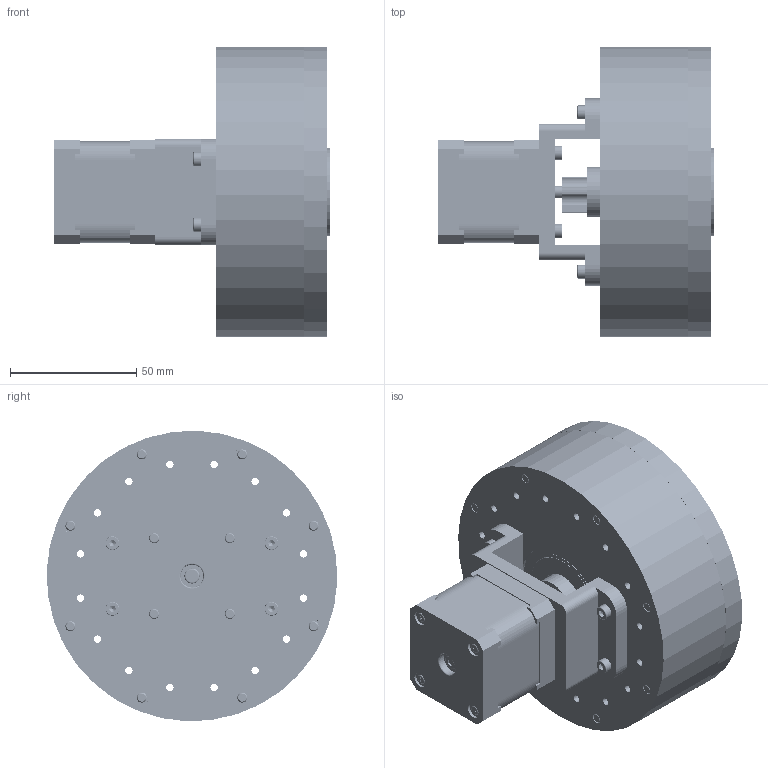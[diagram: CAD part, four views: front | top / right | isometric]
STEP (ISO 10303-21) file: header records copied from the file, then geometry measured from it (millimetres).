
FILE_DESCRIPTION (( 'STEP AP214' ), '1' );
FILE_NAME ('Cycloidal Drive - 3D Printable DIY.STEP', '2021-12-19T01:06:32', ( '' ), ( '' ), 'SwSTEP 2.0', 'SolidWorks 2022', '' );
FILE_SCHEMA (( 'AUTOMOTIVE_DESIGN' ));
Length unit declared in the file: millimetre
Products named in the file (33): Cycloidal disk 2; Cycloidal Drive - 3D Printable DIY; Output disk flange p2; NEMA 17 motor mount; Threaded insert M4 - L5mm; Input shaft sub-assembly v2; Ball Bearing-15x24x5mm_Ball Bearing 608 - 8x22x7mm; 6mm shaft for roller pins; 6mm shaft for output roller pins; Distance ring 4mm ID 6mm; Stepper NEMA 17 -  20mm shaft r1_Stepper NEMA 17 -  20mm shaft; Input shaft - p4; Cycloidal disk; Distance ring 1mm ID 6mm; Nema 17 shaft coupler; Roller pins housing lid; Ball Bearing- 6x13x5mm_Ball Bearing 608 - 8x22x7mm; Input shaft - p1; Input shaft - p3; Input shaft - p2; Roller pins housing; Distance ring 1mm ID 15mm; Spacer 6mm ID v3; Threaded insert M3 - L5mm; Ball Bearing-35x47x7mm_Ball Bearing 608 - 8x22x7mm; DIN 912 M3 x 20 --- 20N_DIN 912 M3 x 20 --- 20N; Spacer 6mm ID; EN ISO 4762 M3 x 30 - 18N_EN ISO 4762 M3 x 30 - 18N; Output disk flange p1; EN ISO 4762 M4 x 40 - 20N_EN ISO 4762 M4 x 40 - 20N; Spacer 6mm ID v2; EN ISO 4762 M3 x 8 - 8N_EN ISO 4762 M3 x 8 - 8N; EN ISO 4762 M3 x 10 - 10N_EN ISO 4762 M3 x 10 - 10N
Assembly tree (199 placements, depth 3):
  Cycloidal Drive - 3D Printable DIY
    Roller pins housing
    6mm shaft for roller pins  x16
    Spacer 6mm ID  x16
    Ball Bearing- 6x13x5mm_Ball Bearing 608 - 8x22x7mm  x44
    Spacer 6mm ID v3  x16
    Spacer 6mm ID v2  x16
    Stepper NEMA 17 -  20mm shaft r1_Stepper NEMA 17 -  20mm shaft
    Cycloidal disk
    Cycloidal disk 2
    Output disk flange p1
    Ball Bearing-35x47x7mm_Ball Bearing 608 - 8x22x7mm  x2
    Roller pins housing lid
    Output disk flange p2
    6mm shaft for output roller pins  x6
    Distance ring 1mm ID 6mm  x12
    Distance ring 4mm ID 6mm  x6
    DIN 912 M3 x 20 --- 20N_DIN 912 M3 x 20 --- 20N  x6
    Threaded insert M4 - L5mm  x8
    NEMA 17 motor mount
    Input shaft sub-assembly v2
      Input shaft - p1
      Input shaft - p2
      Input shaft - p3
      Input shaft - p4
      Distance ring 1mm ID 15mm  x6
      Ball Bearing-15x24x5mm_Ball Bearing 608 - 8x22x7mm  x4
    Nema 17 shaft coupler
    EN ISO 4762 M4 x 40 - 20N_EN ISO 4762 M4 x 40 - 20N  x8
    EN ISO 4762 M3 x 30 - 18N_EN ISO 4762 M3 x 30 - 18N  x2
    EN ISO 4762 M3 x 10 - 10N_EN ISO 4762 M3 x 10 - 10N  x4
    EN ISO 4762 M3 x 8 - 8N_EN ISO 4762 M3 x 8 - 8N  x4
    Threaded insert M3 - L5mm  x9
Bounding box: 109 x 114.97 x 114.97 mm (x, y, z)
Volume: 436760.6 mm3; surface area: 221205.4 mm2
Topology: 198 solids, 198 shells, 3455 faces, 7362 edges, 4602 vertices
Faces by surface type: cylinder 1630, plane 1133, cone 582, torus 108, bspline 2
Entity records: 36793 total; most frequent: CARTESIAN_POINT 8020, DIRECTION 6298, ORIENTED_EDGE 4948, AXIS2_PLACEMENT_3D 2583, EDGE_CURVE 2474, VERTEX_POINT 1603, EDGE_LOOP 1407, CIRCLE 1328
